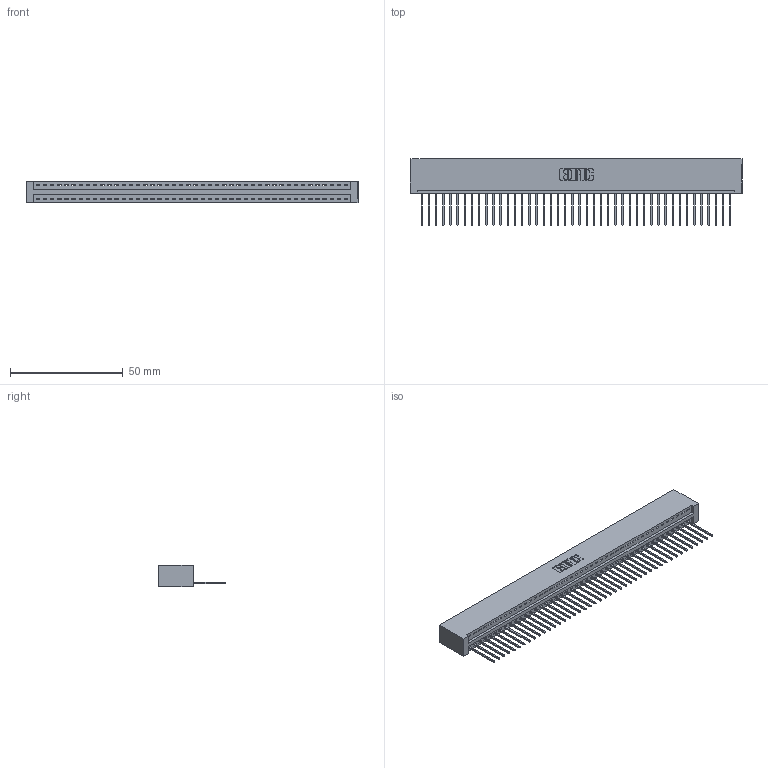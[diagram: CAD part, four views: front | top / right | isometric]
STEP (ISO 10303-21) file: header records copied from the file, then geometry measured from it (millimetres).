
FILE_DESCRIPTION (( 'STEP AP203' ), '1' );
FILE_NAME ('346-044-540-101.STEP', '2022-05-09T17:12:07', ( '' ), ( '' ), 'SwSTEP 2.0', 'SolidWorks 2020', '' );
FILE_SCHEMA (( 'CONFIG_CONTROL_DESIGN' ));
Length unit declared in the file: inch
Products named in the file (3): 345-292-001_345-293-140; 346 Part_No Mounting Lugs; 346-044-540-101
Assembly tree (45 placements, depth 2):
  346-044-540-101
    346 Part_No Mounting Lugs
    345-292-001_345-293-140  x44
Bounding box: 146.94 x 29.46 x 9.4 mm (x, y, z)
Volume: 14688.1 mm3; surface area: 18889.9 mm2
Topology: 45 solids, 45 shells, 2666 faces, 8049 edges, 5306 vertices
Faces by surface type: plane 1832, cylinder 834
Entity records: 26779 total; most frequent: CARTESIAN_POINT 4596, ORIENTED_EDGE 4574, DIRECTION 4047, EDGE_CURVE 2287, LINE 1987, VECTOR 1987, VERTEX_POINT 1522, AXIS2_PLACEMENT_3D 1030
